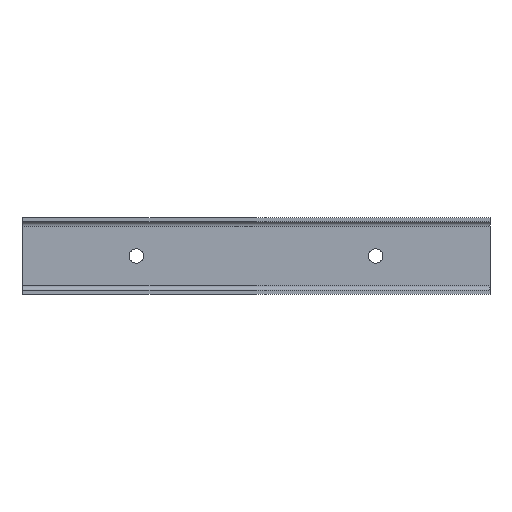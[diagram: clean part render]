
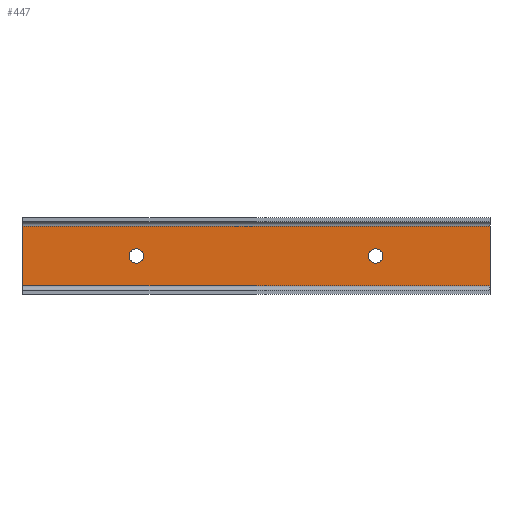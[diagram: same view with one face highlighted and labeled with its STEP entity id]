
A CAD part, front view. The second image highlights one B-rep face of the part: STEP entity #447.
In plain terms, the highlighted free-form (B-spline) face has degree [1, 1] with [2, 2] control points.
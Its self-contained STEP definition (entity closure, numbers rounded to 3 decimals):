
#22 = VERTEX_POINT('',#23);
#23 = CARTESIAN_POINT('',(-180.215,0.,10.833));
#41 = VERTEX_POINT('',#42);
#42 = CARTESIAN_POINT('',(-180.215,0.,-10.833));
#47 = EDGE_CURVE('',#22,#41,#48,.T.);
#48 = ( BOUNDED_CURVE() B_SPLINE_CURVE(2,(#49,#50,#51,#52,#53),
.UNSPECIFIED.,.F.,.F.) B_SPLINE_CURVE_WITH_KNOTS((3,2,3),(3.142,
4.712,6.283),.PIECEWISE_BEZIER_KNOTS.) CURVE() 
GEOMETRIC_REPRESENTATION_ITEM() RATIONAL_B_SPLINE_CURVE((1.,
0.707,1.,0.707,1.)) REPRESENTATION_ITEM('') );
#49 = CARTESIAN_POINT('',(-180.215,0.,10.833));
#50 = CARTESIAN_POINT('',(-191.047,0.,10.833));
#51 = CARTESIAN_POINT('',(-191.047,0.,0.));
#52 = CARTESIAN_POINT('',(-191.047,0.,-10.833));
#53 = CARTESIAN_POINT('',(-180.215,0.,-10.833));
#70 = VERTEX_POINT('',#71);
#71 = CARTESIAN_POINT('',(180.215,0.,10.833));
#89 = VERTEX_POINT('',#90);
#90 = CARTESIAN_POINT('',(180.215,0.,-10.833));
#95 = EDGE_CURVE('',#70,#89,#96,.T.);
#96 = ( BOUNDED_CURVE() B_SPLINE_CURVE(2,(#97,#98,#99,#100,#101),
.UNSPECIFIED.,.F.,.F.) B_SPLINE_CURVE_WITH_KNOTS((3,2,3),(3.142,
4.712,6.283),.PIECEWISE_BEZIER_KNOTS.) CURVE() 
GEOMETRIC_REPRESENTATION_ITEM() RATIONAL_B_SPLINE_CURVE((1.,
0.707,1.,0.707,1.)) REPRESENTATION_ITEM('') );
#97 = CARTESIAN_POINT('',(180.215,0.,10.833));
#98 = CARTESIAN_POINT('',(169.382,0.,10.833));
#99 = CARTESIAN_POINT('',(169.382,0.,0.));
#100 = CARTESIAN_POINT('',(169.382,0.,-10.833));
#101 = CARTESIAN_POINT('',(180.215,0.,-10.833));
#118 = VERTEX_POINT('',#119);
#119 = CARTESIAN_POINT('',(352.551,0.,-44.66));
#155 = EDGE_CURVE('',#118,#156,#158,.T.);
#156 = VERTEX_POINT('',#157);
#157 = CARTESIAN_POINT('',(352.551,0.,44.66));
#158 = B_SPLINE_CURVE_WITH_KNOTS('',1,(#159,#160),.UNSPECIFIED.,.F.,.F.,
  (2,2),(-97.7,-7.),.PIECEWISE_BEZIER_KNOTS.);
#159 = CARTESIAN_POINT('',(352.551,0.,-44.66));
#160 = CARTESIAN_POINT('',(352.551,0.,44.66));
#193 = VERTEX_POINT('',#194);
#194 = CARTESIAN_POINT('',(-352.551,0.,-44.66));
#308 = VERTEX_POINT('',#309);
#309 = CARTESIAN_POINT('',(-352.551,0.,44.66));
#345 = EDGE_CURVE('',#193,#308,#346,.T.);
#346 = B_SPLINE_CURVE_WITH_KNOTS('',1,(#347,#348),.UNSPECIFIED.,.F.,.F.,
  (2,2),(-97.7,-7.),.PIECEWISE_BEZIER_KNOTS.);
#347 = CARTESIAN_POINT('',(-352.551,0.,-44.66));
#348 = CARTESIAN_POINT('',(-352.551,0.,44.66));
#435 = EDGE_CURVE('',#156,#308,#436,.T.);
#436 = B_SPLINE_CURVE_WITH_KNOTS('',1,(#437,#438),.UNSPECIFIED.,.F.,.F.,
  (2,2),(-0.,716.),.PIECEWISE_BEZIER_KNOTS.);
#437 = CARTESIAN_POINT('',(352.551,0.,44.66));
#438 = CARTESIAN_POINT('',(-352.551,0.,44.66));
#447 = ADVANCED_FACE('',(#448,#459,#470),#480,.T.);
#448 = FACE_BOUND('',#449,.T.);
#449 = EDGE_LOOP('',(#450,#451));
#450 = ORIENTED_EDGE('',*,*,#47,.F.);
#451 = ORIENTED_EDGE('',*,*,#452,.F.);
#452 = EDGE_CURVE('',#41,#22,#453,.T.);
#453 = ( BOUNDED_CURVE() B_SPLINE_CURVE(2,(#454,#455,#456,#457,#458),
.UNSPECIFIED.,.F.,.F.) B_SPLINE_CURVE_WITH_KNOTS((3,2,3),(0.,
1.571,3.142),.PIECEWISE_BEZIER_KNOTS.) CURVE() 
GEOMETRIC_REPRESENTATION_ITEM() RATIONAL_B_SPLINE_CURVE((1.,
0.707,1.,0.707,1.)) REPRESENTATION_ITEM('') );
#454 = CARTESIAN_POINT('',(-180.215,0.,-10.833));
#455 = CARTESIAN_POINT('',(-169.382,0.,-10.833));
#456 = CARTESIAN_POINT('',(-169.382,0.,0.));
#457 = CARTESIAN_POINT('',(-169.382,0.,10.833));
#458 = CARTESIAN_POINT('',(-180.215,0.,10.833));
#459 = FACE_BOUND('',#460,.T.);
#460 = EDGE_LOOP('',(#461,#462));
#461 = ORIENTED_EDGE('',*,*,#95,.F.);
#462 = ORIENTED_EDGE('',*,*,#463,.F.);
#463 = EDGE_CURVE('',#89,#70,#464,.T.);
#464 = ( BOUNDED_CURVE() B_SPLINE_CURVE(2,(#465,#466,#467,#468,#469),
.UNSPECIFIED.,.F.,.F.) B_SPLINE_CURVE_WITH_KNOTS((3,2,3),(0.,
1.571,3.142),.PIECEWISE_BEZIER_KNOTS.) CURVE() 
GEOMETRIC_REPRESENTATION_ITEM() RATIONAL_B_SPLINE_CURVE((1.,
0.707,1.,0.707,1.)) REPRESENTATION_ITEM('') );
#465 = CARTESIAN_POINT('',(180.215,0.,-10.833));
#466 = CARTESIAN_POINT('',(191.047,0.,-10.833));
#467 = CARTESIAN_POINT('',(191.047,0.,0.));
#468 = CARTESIAN_POINT('',(191.047,0.,10.833));
#469 = CARTESIAN_POINT('',(180.215,0.,10.833));
#470 = FACE_BOUND('',#471,.T.);
#471 = EDGE_LOOP('',(#472,#473,#478,#479));
#472 = ORIENTED_EDGE('',*,*,#345,.F.);
#473 = ORIENTED_EDGE('',*,*,#474,.F.);
#474 = EDGE_CURVE('',#118,#193,#475,.T.);
#475 = B_SPLINE_CURVE_WITH_KNOTS('',1,(#476,#477),.UNSPECIFIED.,.F.,.F.,
  (2,2),(-0.,716.),.PIECEWISE_BEZIER_KNOTS.);
#476 = CARTESIAN_POINT('',(352.551,0.,-44.66));
#477 = CARTESIAN_POINT('',(-352.551,0.,-44.66));
#478 = ORIENTED_EDGE('',*,*,#155,.T.);
#479 = ORIENTED_EDGE('',*,*,#435,.T.);
#480 = B_SPLINE_SURFACE_WITH_KNOTS('',1,1,(
    (#481,#482)
    ,(#483,#484
    )),.UNSPECIFIED.,.F.,.F.,.F.,(2,2),(2,2),(7.,97.7),(-716.,0.),
  .PIECEWISE_BEZIER_KNOTS.);
#481 = CARTESIAN_POINT('',(-352.551,0.,44.66));
#482 = CARTESIAN_POINT('',(352.551,0.,44.66));
#483 = CARTESIAN_POINT('',(-352.551,0.,-44.66));
#484 = CARTESIAN_POINT('',(352.551,0.,-44.66));
